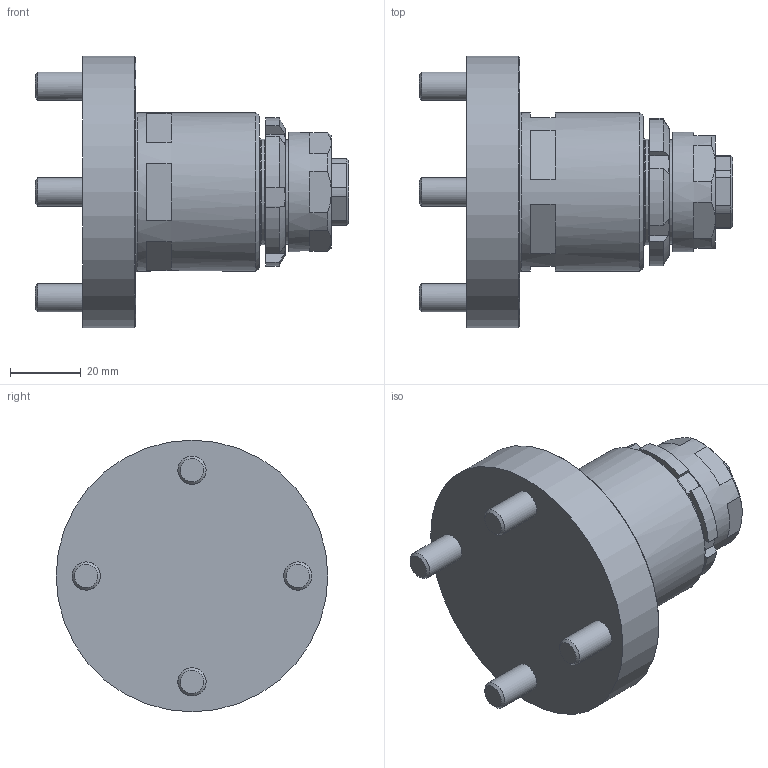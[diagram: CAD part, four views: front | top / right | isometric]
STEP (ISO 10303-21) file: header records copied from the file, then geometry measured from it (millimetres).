
FILE_DESCRIPTION (( 'STEP AP214' ), '1' );
FILE_NAME ('UCER25I-P.STEP', '2023-04-14T14:55:19', ( '' ), ( '' ), 'SwSTEP 2.0', 'SolidWorks 2016', '' );
FILE_SCHEMA (( 'AUTOMOTIVE_DESIGN' ));
Length unit declared in the file: millimetre
Products named in the file (1): UCER25I-P
Bounding box: 88.82 x 77 x 77 mm (x, y, z)
Volume: 148026.4 mm3; surface area: 24203.5 mm2
Topology: 1 solids, 1 shells, 356 faces, 906 edges, 597 vertices
Faces by surface type: plane 232, cylinder 49, bspline 46, cone 25, torus 4
Full cylindrical faces by diameter (mm): 1.7 x1, 2.1 x1, 6.366 x1, 8 x4, 24.95 x1, 29.5 x1, 30.05 x1, 30.5 x1, 34 x1, 45 x1, 77 x1
Entity records: 15597 total; most frequent: CARTESIAN_POINT 4933, ORIENTED_EDGE 1746, DIRECTION 1506, EDGE_CURVE 873, VERTEX_POINT 589, LINE 582, VECTOR 582, AXIS2_PLACEMENT_3D 462
